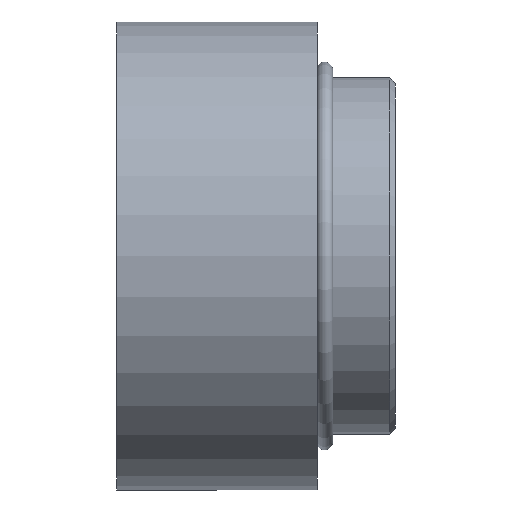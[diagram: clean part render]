
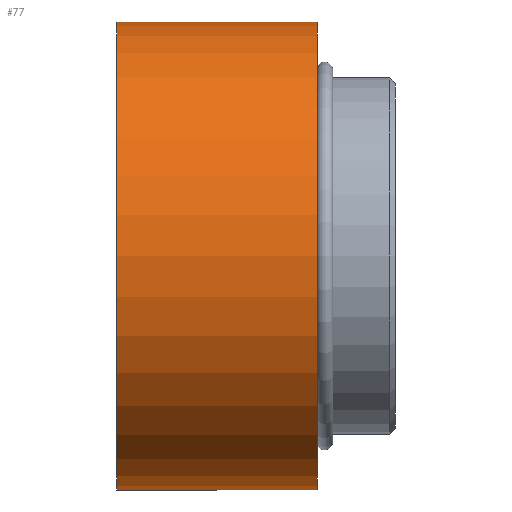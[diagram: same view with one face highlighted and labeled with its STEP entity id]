
A CAD part, left-side view. The second image highlights one B-rep face of the part: STEP entity #77.
In plain terms, the highlighted cylindrical face has radius 21 mm (diameter 42 mm), a partial arc.
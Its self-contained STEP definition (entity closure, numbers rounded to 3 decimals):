
#6 = CIRCLE ( 'NONE', #466, 21. ) ;
#35 = EDGE_CURVE ( 'NONE', #99, #100, #542, .T. ) ;
#38 = EDGE_CURVE ( 'NONE', #497, #101, #551, .T. ) ;
#55 = EDGE_CURVE ( 'NONE', #100, #101, #6, .T. ) ;
#61 = EDGE_CURVE ( 'NONE', #99, #497, #371, .T. ) ;
#77 = ADVANCED_FACE ( 'NONE', ( #426 ), #427, .T. ) ;
#99 = VERTEX_POINT ( 'NONE', #284 ) ;
#100 = VERTEX_POINT ( 'NONE', #285 ) ;
#101 = VERTEX_POINT ( 'NONE', #286 ) ;
#170 = ORIENTED_EDGE ( 'NONE', *, *, #55, .F. ) ;
#175 = ORIENTED_EDGE ( 'NONE', *, *, #35, .F. ) ;
#176 = ORIENTED_EDGE ( 'NONE', *, *, #61, .T. ) ;
#177 = ORIENTED_EDGE ( 'NONE', *, *, #38, .T. ) ;
#205 = EDGE_LOOP ( 'NONE', ( #175, #176, #177, #170 ) ) ;
#250 = CARTESIAN_POINT ( 'NONE',  ( 0., -10.273, 0. ) ) ;
#251 = DIRECTION ( 'NONE',  ( 0., -1., 0. ) ) ;
#252 = DIRECTION ( 'NONE',  ( 0., 0., -1. ) ) ;
#284 = CARTESIAN_POINT ( 'NONE',  ( 0., 15., 21. ) ) ;
#285 = CARTESIAN_POINT ( 'NONE',  ( 0., -3., 21. ) ) ;
#286 = CARTESIAN_POINT ( 'NONE',  ( 0., -3., -21. ) ) ;
#297 = CARTESIAN_POINT ( 'NONE',  ( 0., 15., -21. ) ) ;
#371 = CIRCLE ( 'NONE', #461, 21. ) ;
#422 = AXIS2_PLACEMENT_3D ( 'NONE', #250, #251, #252 ) ;
#426 = FACE_OUTER_BOUND ( 'NONE', #205, .T. ) ;
#427 = CYLINDRICAL_SURFACE ( 'NONE', #422, 21. ) ;
#461 = AXIS2_PLACEMENT_3D ( 'NONE', #619, #620, #621 ) ;
#466 = AXIS2_PLACEMENT_3D ( 'NONE', #598, #602, #603 ) ;
#485 = VECTOR ( 'NONE', #553, 1000. ) ;
#488 = VECTOR ( 'NONE', #544, 1000. ) ;
#497 = VERTEX_POINT ( 'NONE', #297 ) ;
#542 = LINE ( 'NONE', #543, #488 ) ;
#543 = CARTESIAN_POINT ( 'NONE',  ( 0., -10.273, 21. ) ) ;
#544 = DIRECTION ( 'NONE',  ( 0., -1., 0. ) ) ;
#551 = LINE ( 'NONE', #552, #485 ) ;
#552 = CARTESIAN_POINT ( 'NONE',  ( 0., -10.273, -21. ) ) ;
#553 = DIRECTION ( 'NONE',  ( 0., -1., 0. ) ) ;
#598 = CARTESIAN_POINT ( 'NONE',  ( 0., -3., 0. ) ) ;
#602 = DIRECTION ( 'NONE',  ( 0., -1., 0. ) ) ;
#603 = DIRECTION ( 'NONE',  ( 0., 0., -1. ) ) ;
#619 = CARTESIAN_POINT ( 'NONE',  ( 0., 15., 0. ) ) ;
#620 = DIRECTION ( 'NONE',  ( 0., -1., 0. ) ) ;
#621 = DIRECTION ( 'NONE',  ( 0., 0., -1. ) ) ;
